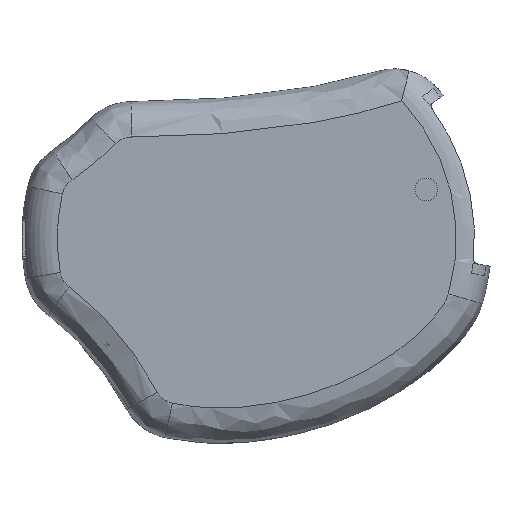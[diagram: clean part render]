
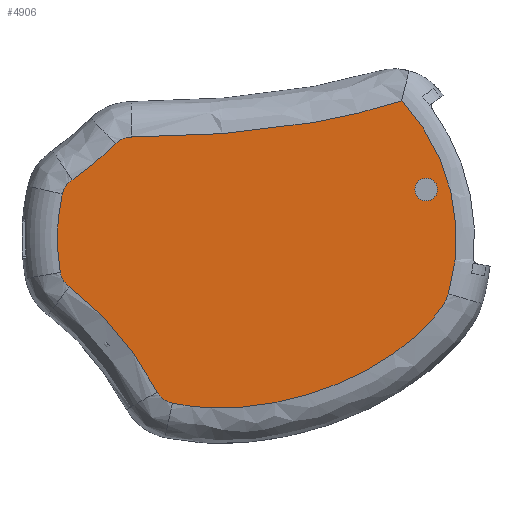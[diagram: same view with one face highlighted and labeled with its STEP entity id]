
A CAD part, front view. The second image highlights one B-rep face of the part: STEP entity #4906.
In plain terms, the highlighted planar face has unit normal (0, -1, 0).
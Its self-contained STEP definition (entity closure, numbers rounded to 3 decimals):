
#18=FACE_BOUND('',#832,.T.);
#183=CIRCLE('',#5190,2.25);
#205=CIRCLE('',#5239,39.5);
#214=CIRCLE('',#5249,39.5);
#340=PLANE('',#5256);
#555=FACE_OUTER_BOUND('',#831,.T.);
#831=EDGE_LOOP('',(#3936,#3937,#3938,#3939,#3940,#3941,#3942,#3943,#3944,
#3945));
#832=EDGE_LOOP('',(#3946));
#1862=B_SPLINE_CURVE_WITH_KNOTS('',3,(#10182,#10183,#10184,#10185,#10186,
#10187,#10188,#10189,#10190,#10191,#10192),.UNSPECIFIED.,.F.,.F.,(4,2,2,
1,2,4),(0.,1.586,3.607,4.256,5.122,
5.413),.UNSPECIFIED.);
#1863=B_SPLINE_CURVE_WITH_KNOTS('',3,(#10232,#10233,#10234,#10235,#10236,
#10237),.UNSPECIFIED.,.F.,.F.,(4,2,4),(-0.349,-0.175,
0.),.UNSPECIFIED.);
#1865=B_SPLINE_CURVE_WITH_KNOTS('',3,(#10283,#10284,#10285,#10286,#10287,
#10288),.UNSPECIFIED.,.F.,.F.,(4,2,4),(0.,0.11,1.125),
 .UNSPECIFIED.);
#1867=B_SPLINE_CURVE_WITH_KNOTS('',3,(#10334,#10335,#10336,#10337,#10338,
#10339),.UNSPECIFIED.,.F.,.F.,(4,2,4),(-0.346,-0.173,
0.),.UNSPECIFIED.);
#1869=B_SPLINE_CURVE_WITH_KNOTS('',3,(#10392,#10393,#10394,#10395,#10396,
#10397),.UNSPECIFIED.,.F.,.F.,(4,2,4),(-0.343,-0.172,
0.),.UNSPECIFIED.);
#1871=B_SPLINE_CURVE_WITH_KNOTS('',3,(#10449,#10450,#10451,#10452,#10453,
#10454,#10455),.UNSPECIFIED.,.F.,.F.,(4,2,1,4),(0.,1.033,2.006,
2.737),.UNSPECIFIED.);
#1873=B_SPLINE_CURVE_WITH_KNOTS('',3,(#10514,#10515,#10516,#10517,#10518,
#10519,#10520,#10521),.UNSPECIFIED.,.F.,.F.,(4,2,2,4),(-0.381,
-0.205,-0.103,0.),.UNSPECIFIED.);
#1875=B_SPLINE_CURVE_WITH_KNOTS('',3,(#10632,#10633,#10634,#10635,#10636,
#10637,#10638,#10639,#10640,#10641,#10642,#10643,#10644,#10645,#10646,#10647,
#10648),.UNSPECIFIED.,.F.,.F.,(4,1,1,1,2,1,1,2,1,2,1,4),(0.,0.092,
0.185,0.37,0.647,1.047,
1.448,2.049,2.838,3.889,5.212,
6.205),.UNSPECIFIED.);
#2167=VERTEX_POINT('',#9242);
#2216=VERTEX_POINT('',#10079);
#2217=VERTEX_POINT('',#10090);
#2221=VERTEX_POINT('',#10180);
#2223=VERTEX_POINT('',#10230);
#2225=VERTEX_POINT('',#10281);
#2227=VERTEX_POINT('',#10332);
#2229=VERTEX_POINT('',#10349);
#2231=VERTEX_POINT('',#10390);
#2233=VERTEX_POINT('',#10447);
#2235=VERTEX_POINT('',#10512);
#2740=EDGE_CURVE('',#2167,#2167,#183,.T.);
#2836=EDGE_CURVE('',#2216,#2217,#205,.T.);
#2842=EDGE_CURVE('',#2221,#2216,#1862,.T.);
#2844=EDGE_CURVE('',#2223,#2221,#1863,.T.);
#2847=EDGE_CURVE('',#2225,#2223,#1865,.T.);
#2850=EDGE_CURVE('',#2227,#2225,#1867,.T.);
#2854=EDGE_CURVE('',#2229,#2227,#214,.T.);
#2857=EDGE_CURVE('',#2231,#2229,#1869,.T.);
#2860=EDGE_CURVE('',#2233,#2231,#1871,.T.);
#2863=EDGE_CURVE('',#2235,#2233,#1873,.T.);
#2865=EDGE_CURVE('',#2217,#2235,#1875,.T.);
#3936=ORIENTED_EDGE('',*,*,#2836,.F.);
#3937=ORIENTED_EDGE('',*,*,#2842,.F.);
#3938=ORIENTED_EDGE('',*,*,#2844,.F.);
#3939=ORIENTED_EDGE('',*,*,#2847,.F.);
#3940=ORIENTED_EDGE('',*,*,#2850,.F.);
#3941=ORIENTED_EDGE('',*,*,#2854,.F.);
#3942=ORIENTED_EDGE('',*,*,#2857,.F.);
#3943=ORIENTED_EDGE('',*,*,#2860,.F.);
#3944=ORIENTED_EDGE('',*,*,#2863,.F.);
#3945=ORIENTED_EDGE('',*,*,#2865,.F.);
#3946=ORIENTED_EDGE('',*,*,#2740,.T.);
#4906=ADVANCED_FACE('',(#555,#18),#340,.F.);
#5190=AXIS2_PLACEMENT_3D('',#9243,#5820,#5821);
#5239=AXIS2_PLACEMENT_3D('',#10091,#5954,#5955);
#5249=AXIS2_PLACEMENT_3D('',#10351,#5974,#5975);
#5256=AXIS2_PLACEMENT_3D('',#10748,#5994,#5995);
#5820=DIRECTION('center_axis',(0.,1.,0.));
#5821=DIRECTION('ref_axis',(1.,0.,0.));
#5954=DIRECTION('center_axis',(0.,1.,0.));
#5955=DIRECTION('ref_axis',(0.98,0.,-0.2));
#5974=DIRECTION('center_axis',(0.,1.,0.));
#5975=DIRECTION('ref_axis',(-1.,0.,0.025));
#5994=DIRECTION('center_axis',(0.,1.,0.));
#5995=DIRECTION('ref_axis',(1.,0.,0.));
#9242=CARTESIAN_POINT('',(31.29,0.,9.61));
#9243=CARTESIAN_POINT('Origin',(33.54,0.,9.61));
#10079=CARTESIAN_POINT('',(28.674,0.,27.167));
#10090=CARTESIAN_POINT('',(37.928,0.,-11.031));
#10091=CARTESIAN_POINT('Origin',(0.,0.,0.));
#10180=CARTESIAN_POINT('',(-24.812,0.,20.016));
#10182=CARTESIAN_POINT('Ctrl Pts',(-24.812,0.,
20.016));
#10183=CARTESIAN_POINT('Ctrl Pts',(-19.525,0.,
20.025));
#10184=CARTESIAN_POINT('Ctrl Pts',(-14.231,0.,
20.186));
#10185=CARTESIAN_POINT('Ctrl Pts',(-2.222,0.,
20.977));
#10186=CARTESIAN_POINT('Ctrl Pts',(4.481,0.,
21.719));
#10187=CARTESIAN_POINT('Ctrl Pts',(13.267,0.,
23.254));
#10188=CARTESIAN_POINT('Ctrl Pts',(18.23,0.,
24.239));
#10189=CARTESIAN_POINT('Ctrl Pts',(23.134,0.,
25.468));
#10190=CARTESIAN_POINT('Ctrl Pts',(26.82,0.,
26.598));
#10191=CARTESIAN_POINT('Ctrl Pts',(27.747,0.,
26.883));
#10192=CARTESIAN_POINT('Ctrl Pts',(28.674,0.,
27.167));
#10230=CARTESIAN_POINT('',(-27.963,0.,18.722));
#10232=CARTESIAN_POINT('Ctrl Pts',(-27.963,0.,
18.722));
#10233=CARTESIAN_POINT('Ctrl Pts',(-27.548,0.,
19.131));
#10234=CARTESIAN_POINT('Ctrl Pts',(-27.053,0.,
19.458));
#10235=CARTESIAN_POINT('Ctrl Pts',(-25.976,0.,
19.9));
#10236=CARTESIAN_POINT('Ctrl Pts',(-25.394,0.,
20.016));
#10237=CARTESIAN_POINT('Ctrl Pts',(-24.812,0.,
20.016));
#10281=CARTESIAN_POINT('',(-36.591,0.,11.52));
#10283=CARTESIAN_POINT('Ctrl Pts',(-36.591,0.,
11.52));
#10284=CARTESIAN_POINT('Ctrl Pts',(-36.284,0.,
11.72));
#10285=CARTESIAN_POINT('Ctrl Pts',(-35.98,0.,
11.925));
#10286=CARTESIAN_POINT('Ctrl Pts',(-32.899,0.,
14.066));
#10287=CARTESIAN_POINT('Ctrl Pts',(-30.374,0.,
16.347));
#10288=CARTESIAN_POINT('Ctrl Pts',(-27.963,0.,
18.722));
#10332=CARTESIAN_POINT('',(-38.519,0.,8.749));
#10334=CARTESIAN_POINT('Ctrl Pts',(-38.519,0.,
8.749));
#10335=CARTESIAN_POINT('Ctrl Pts',(-38.391,0.,
9.311));
#10336=CARTESIAN_POINT('Ctrl Pts',(-38.154,0.,
9.848));
#10337=CARTESIAN_POINT('Ctrl Pts',(-37.495,0.,
10.795));
#10338=CARTESIAN_POINT('Ctrl Pts',(-37.074,0.,
11.204));
#10339=CARTESIAN_POINT('Ctrl Pts',(-36.591,0.,
11.52));
#10349=CARTESIAN_POINT('',(-38.914,0.,-6.776));
#10351=CARTESIAN_POINT('Origin',(0.,0.,0.));
#10390=CARTESIAN_POINT('',(-37.153,0.,-9.625));
#10392=CARTESIAN_POINT('Ctrl Pts',(-37.153,0.,
-9.625));
#10393=CARTESIAN_POINT('Ctrl Pts',(-37.613,0.,
-9.286));
#10394=CARTESIAN_POINT('Ctrl Pts',(-38.008,0.,
-8.857));
#10395=CARTESIAN_POINT('Ctrl Pts',(-38.609,0.,
-7.884));
#10396=CARTESIAN_POINT('Ctrl Pts',(-38.816,0.,
-7.34));
#10397=CARTESIAN_POINT('Ctrl Pts',(-38.914,0.,
-6.776));
#10447=CARTESIAN_POINT('',(-19.68,0.,-30.475));
#10449=CARTESIAN_POINT('Ctrl Pts',(-19.68,0.,
-30.475));
#10450=CARTESIAN_POINT('Ctrl Pts',(-21.361,0.,
-27.47));
#10451=CARTESIAN_POINT('Ctrl Pts',(-23.19,0.,
-24.53));
#10452=CARTESIAN_POINT('Ctrl Pts',(-27.14,0.,
-19.122));
#10453=CARTESIAN_POINT('Ctrl Pts',(-30.842,0.,
-14.786));
#10454=CARTESIAN_POINT('Ctrl Pts',(-35.194,0.,
-11.071));
#10455=CARTESIAN_POINT('Ctrl Pts',(-37.153,0.,
-9.625));
#10512=CARTESIAN_POINT('',(-16.712,0.,-32.674));
#10514=CARTESIAN_POINT('Ctrl Pts',(-16.712,0.,
-32.674));
#10515=CARTESIAN_POINT('Ctrl Pts',(-17.283,0.,
-32.549));
#10516=CARTESIAN_POINT('Ctrl Pts',(-17.829,0.,
-32.312));
#10517=CARTESIAN_POINT('Ctrl Pts',(-18.591,0.,
-31.786));
#10518=CARTESIAN_POINT('Ctrl Pts',(-18.851,0.,
-31.559));
#10519=CARTESIAN_POINT('Ctrl Pts',(-19.311,0.,
-31.053));
#10520=CARTESIAN_POINT('Ctrl Pts',(-19.513,0.,
-30.773));
#10521=CARTESIAN_POINT('Ctrl Pts',(-19.68,0.,
-30.475));
#10632=CARTESIAN_POINT('Ctrl Pts',(37.928,0.,
-11.031));
#10633=CARTESIAN_POINT('Ctrl Pts',(37.842,0.,
-11.327));
#10634=CARTESIAN_POINT('Ctrl Pts',(37.624,0.,
-11.903));
#10635=CARTESIAN_POINT('Ctrl Pts',(37.066,0.,
-13.013));
#10636=CARTESIAN_POINT('Ctrl Pts',(36.054,0.,
-14.573));
#10637=CARTESIAN_POINT('Ctrl Pts',(35.076,0.,
-15.764));
#10638=CARTESIAN_POINT('Ctrl Pts',(33.566,0.,
-17.453));
#10639=CARTESIAN_POINT('Ctrl Pts',(31.66,0.,
-19.33));
#10640=CARTESIAN_POINT('Ctrl Pts',(28.02,0.,
-22.294));
#10641=CARTESIAN_POINT('Ctrl Pts',(25.21,0.,
-24.149));
#10642=CARTESIAN_POINT('Ctrl Pts',(21.196,0.,
-26.507));
#10643=CARTESIAN_POINT('Ctrl Pts',(15.693,0.,
-29.231));
#10644=CARTESIAN_POINT('Ctrl Pts',(9.783,0.,
-31.172));
#10645=CARTESIAN_POINT('Ctrl Pts',(2.022,0.,
-33.005));
#10646=CARTESIAN_POINT('Ctrl Pts',(-5.68,0.,
-34.014));
#10647=CARTESIAN_POINT('Ctrl Pts',(-13.481,0.,
-33.379));
#10648=CARTESIAN_POINT('Ctrl Pts',(-16.712,0.,
-32.674));
#10748=CARTESIAN_POINT('Origin',(0.,0.,0.));
